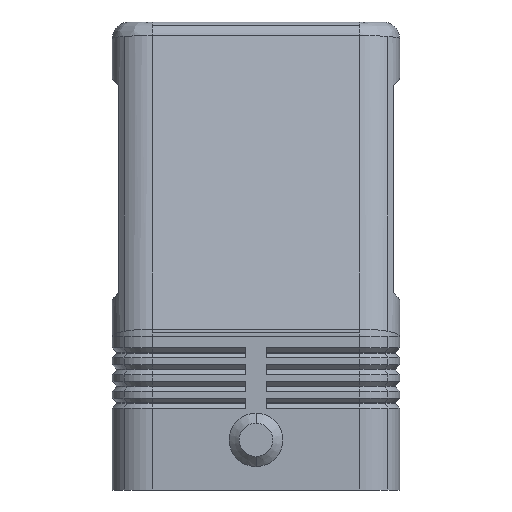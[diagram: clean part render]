
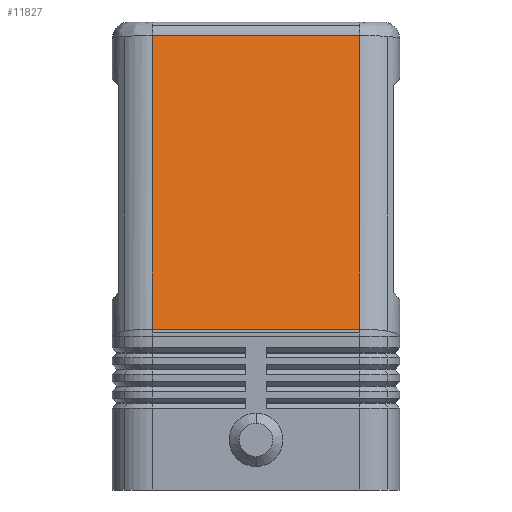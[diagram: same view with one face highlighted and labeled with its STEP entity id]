
A CAD part, left-side view. The second image highlights one B-rep face of the part: STEP entity #11827.
In plain terms, the highlighted planar face has unit normal (-0.982, 0, 0.19).
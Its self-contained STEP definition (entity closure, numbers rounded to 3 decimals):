
#259=CARTESIAN_POINT('',(-29.891,-15.5,24.065));
#260=VERTEX_POINT('',#259);
#268=CARTESIAN_POINT('',(-29.891,15.5,24.065));
#269=VERTEX_POINT('',#268);
#270=CARTESIAN_POINT('',(-29.891,-15.5,24.065));
#271=DIRECTION('',(0.0,1.0,0.0));
#272=VECTOR('',#271,31.);
#273=LINE('',#270,#272);
#274=EDGE_CURVE('',#260,#269,#273,.T.);
#11328=CARTESIAN_POINT('',(-21.392,-15.5,67.975));
#11329=VERTEX_POINT('',#11328);
#11337=CARTESIAN_POINT('',(-21.392,-15.5,67.975));
#11338=DIRECTION('',(-0.19,0.0,-0.982));
#11339=VECTOR('',#11338,44.725);
#11340=LINE('',#11337,#11339);
#11341=EDGE_CURVE('',#11329,#260,#11340,.T.);
#11804=CARTESIAN_POINT('',(-21.0,0.0,70.0));
#11805=DIRECTION('',(-0.982,0.0,0.19));
#11806=DIRECTION('',(0.19,0.0,0.982));
#11807=AXIS2_PLACEMENT_3D('',#11804,#11805,#11806);
#11808=PLANE('',#11807);
#11809=ORIENTED_EDGE('',*,*,#11341,.F.);
#11810=CARTESIAN_POINT('',(-21.392,15.5,67.975));
#11811=VERTEX_POINT('',#11810);
#11812=CARTESIAN_POINT('',(-21.392,15.5,67.975));
#11813=DIRECTION('',(0.0,-1.0,0.0));
#11814=VECTOR('',#11813,31.);
#11815=LINE('',#11812,#11814);
#11816=EDGE_CURVE('',#11811,#11329,#11815,.T.);
#11817=ORIENTED_EDGE('',*,*,#11816,.F.);
#11818=CARTESIAN_POINT('',(-29.891,15.5,24.065));
#11819=DIRECTION('',(0.19,0.,0.982));
#11820=VECTOR('',#11819,44.725);
#11821=LINE('',#11818,#11820);
#11822=EDGE_CURVE('',#269,#11811,#11821,.T.);
#11823=ORIENTED_EDGE('',*,*,#11822,.F.);
#11824=ORIENTED_EDGE('',*,*,#274,.F.);
#11825=EDGE_LOOP('',(#11809,#11817,#11823,#11824));
#11826=FACE_OUTER_BOUND('',#11825,.T.);
#11827=ADVANCED_FACE('',(#11826),#11808,.T.);
